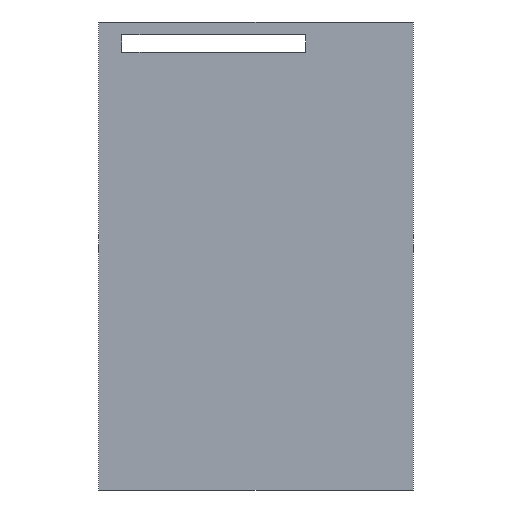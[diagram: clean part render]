
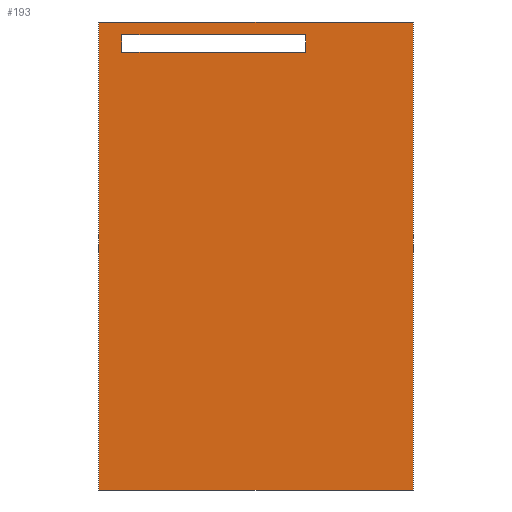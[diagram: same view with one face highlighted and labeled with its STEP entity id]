
A CAD part, front view. The second image highlights one B-rep face of the part: STEP entity #193.
In plain terms, the highlighted planar face has unit normal (0, -1, 0).
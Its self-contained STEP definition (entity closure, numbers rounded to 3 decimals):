
#16=FACE_BOUND('',#37,.T.);
#25=FACE_OUTER_BOUND('',#36,.T.);
#36=EDGE_LOOP('',(#163,#164,#165,#166));
#37=EDGE_LOOP('',(#167,#168,#169,#170));
#40=LINE('',#259,#64);
#50=LINE('',#279,#74);
#53=LINE('',#285,#77);
#55=LINE('',#289,#79);
#57=LINE('',#293,#81);
#59=LINE('',#296,#83);
#60=LINE('',#299,#84);
#62=LINE('',#302,#86);
#64=VECTOR('',#212,10.);
#74=VECTOR('',#226,10.);
#77=VECTOR('',#231,10.);
#79=VECTOR('',#235,10.);
#81=VECTOR('',#239,10.);
#83=VECTOR('',#243,10.);
#84=VECTOR('',#246,10.);
#86=VECTOR('',#250,10.);
#87=VERTEX_POINT('',#255);
#89=VERTEX_POINT('',#258);
#97=VERTEX_POINT('',#278);
#98=VERTEX_POINT('',#282);
#99=VERTEX_POINT('',#284);
#100=VERTEX_POINT('',#288);
#101=VERTEX_POINT('',#292);
#102=VERTEX_POINT('',#298);
#104=EDGE_CURVE('',#89,#87,#40,.T.);
#114=EDGE_CURVE('',#89,#97,#50,.T.);
#117=EDGE_CURVE('',#99,#98,#53,.T.);
#119=EDGE_CURVE('',#100,#99,#55,.T.);
#121=EDGE_CURVE('',#101,#100,#57,.F.);
#123=EDGE_CURVE('',#98,#101,#59,.F.);
#124=EDGE_CURVE('',#97,#102,#60,.T.);
#126=EDGE_CURVE('',#87,#102,#62,.T.);
#163=ORIENTED_EDGE('',*,*,#104,.T.);
#164=ORIENTED_EDGE('',*,*,#126,.T.);
#165=ORIENTED_EDGE('',*,*,#124,.F.);
#166=ORIENTED_EDGE('',*,*,#114,.F.);
#167=ORIENTED_EDGE('',*,*,#121,.T.);
#168=ORIENTED_EDGE('',*,*,#119,.T.);
#169=ORIENTED_EDGE('',*,*,#117,.T.);
#170=ORIENTED_EDGE('',*,*,#123,.T.);
#183=PLANE('',#205);
#193=ADVANCED_FACE('',(#25,#16),#183,.F.);
#205=AXIS2_PLACEMENT_3D('',#301,#248,#249);
#212=DIRECTION('',(1.,0.,0.));
#226=DIRECTION('',(0.,0.,1.));
#231=DIRECTION('',(0.,0.,1.));
#235=DIRECTION('',(-1.,0.,0.));
#239=DIRECTION('',(0.,0.,1.));
#243=DIRECTION('',(-1.,0.,0.));
#246=DIRECTION('',(1.,0.,0.));
#248=DIRECTION('center_axis',(0.,1.,0.));
#249=DIRECTION('ref_axis',(0.,0.,1.));
#250=DIRECTION('',(0.,0.,1.));
#255=CARTESIAN_POINT('',(23.5,-12.,-19.178));
#258=CARTESIAN_POINT('',(-9.5,-12.,-19.178));
#259=CARTESIAN_POINT('',(8.,-12.,-19.178));
#278=CARTESIAN_POINT('',(-9.5,-12.,29.95));
#279=CARTESIAN_POINT('',(-9.5,-12.,29.5));
#282=CARTESIAN_POINT('',(-7.075,-12.,28.6));
#284=CARTESIAN_POINT('',(-7.075,-12.,26.774));
#285=CARTESIAN_POINT('',(-7.075,-12.,12.225));
#288=CARTESIAN_POINT('',(12.225,-12.,26.774));
#289=CARTESIAN_POINT('',(-1.334,-12.,26.774));
#292=CARTESIAN_POINT('',(12.225,-12.,28.6));
#293=CARTESIAN_POINT('',(12.225,-12.,-1.));
#296=CARTESIAN_POINT('',(-1.963,-12.,28.6));
#298=CARTESIAN_POINT('',(23.5,-12.,29.95));
#299=CARTESIAN_POINT('',(-0.75,-12.,29.95));
#301=CARTESIAN_POINT('Origin',(8.,-12.,0.));
#302=CARTESIAN_POINT('',(23.5,-12.,13.));
